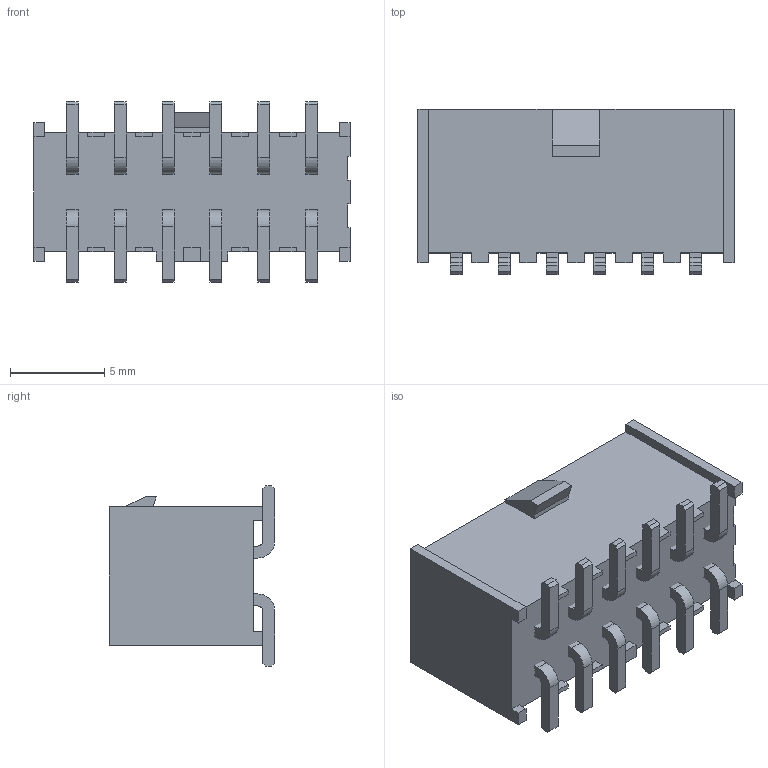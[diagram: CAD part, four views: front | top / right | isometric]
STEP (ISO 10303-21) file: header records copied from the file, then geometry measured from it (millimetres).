
FILE_DESCRIPTION( ( 'STEP AP214' ), '1' );
FILE_NAME( 'IPL1-106-02-L-D-K.stp', '2021-03-15T12:07:23', ( 'License CC BY-ND 4.0' ), ( 'CADENAS' ), ' ', 'PARTsolutions', ' ' );
FILE_SCHEMA( ( 'AUTOMOTIVE_DESIGN { 1 0 10303 214 1 1 1 1 }' ) );
Length unit declared in the file: inch
Products named in the file (3): IPL1-106-02-L-D-K; _IPL1-106-02-D-K_HDR; _T-1S64-02-06-D
Assembly tree (2 placements, depth 2):
  IPL1-106-02-L-D-K
    _IPL1-106-02-D-K_HDR
    _T-1S64-02-06-D
Bounding box: 16.76 x 8.76 x 9.58 mm (x, y, z)
Volume: 456.7 mm3; surface area: 1721.6 mm2
Topology: 2 solids, 2 shells, 366 faces, 1074 edges, 716 vertices
Faces by surface type: plane 342, cylinder 24
Entity records: 14928 total; most frequent: CARTESIAN_POINT 2159, ORIENTED_EDGE 2148, DIRECTION 1860, EDGE_CURVE 1074, LINE 1026, VECTOR 1026, VERTEX_POINT 716, AXIS2_PLACEMENT_3D 417
